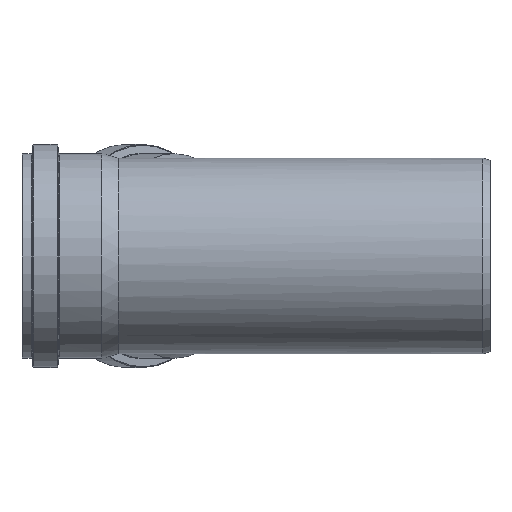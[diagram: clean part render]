
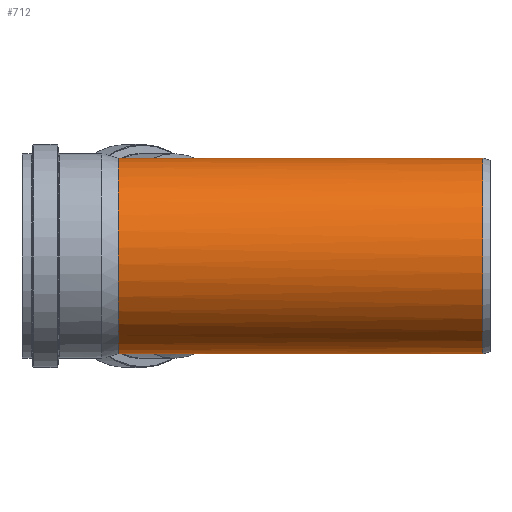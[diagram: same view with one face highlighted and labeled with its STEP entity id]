
A CAD part, left-side view. The second image highlights one B-rep face of the part: STEP entity #712.
In plain terms, the highlighted cylindrical face has radius 125.25 mm (diameter 250.5 mm), a full revolution.
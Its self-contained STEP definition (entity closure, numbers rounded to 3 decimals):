
#54=FACE_BOUND('',#262,.T.);
#109=CIRCLE('',#780,125.25);
#111=CIRCLE('',#783,125.25);
#163=CYLINDRICAL_SURFACE('',#782,125.25);
#181=ELLIPSE('',#769,135.889,125.25);
#183=ELLIPSE('',#771,331.76,125.25);
#184=ELLIPSE('',#772,331.76,125.25);
#198=FACE_OUTER_BOUND('',#261,.T.);
#261=EDGE_LOOP('',(#573));
#262=EDGE_LOOP('',(#574,#575,#576,#577,#578,#579));
#371=B_SPLINE_CURVE_WITH_KNOTS('',3,(#1215,#1216,#1217,#1218,#1219,#1220),
 .UNSPECIFIED.,.F.,.F.,(4,2,4),(0.,0.021,0.036),
 .UNSPECIFIED.);
#378=B_SPLINE_CURVE_WITH_KNOTS('',3,(#1518,#1519,#1520,#1521,#1522,#1523,
#1524,#1525),.UNSPECIFIED.,.F.,.F.,(4,2,2,4),(1.294,1.304,
1.321,1.34),.UNSPECIFIED.);
#387=VERTEX_POINT('',#1185);
#388=VERTEX_POINT('',#1214);
#392=VERTEX_POINT('',#1345);
#393=VERTEX_POINT('',#1346);
#394=VERTEX_POINT('',#1447);
#397=VERTEX_POINT('',#1512);
#403=VERTEX_POINT('',#1634);
#458=EDGE_CURVE('',#388,#387,#371,.T.);
#464=EDGE_CURVE('',#393,#392,#181,.T.);
#466=EDGE_CURVE('',#392,#387,#183,.T.);
#467=EDGE_CURVE('',#394,#393,#184,.T.);
#471=EDGE_CURVE('',#394,#397,#378,.T.);
#481=EDGE_CURVE('',#397,#388,#109,.T.);
#483=EDGE_CURVE('',#403,#403,#111,.T.);
#573=ORIENTED_EDGE('',*,*,#483,.F.);
#574=ORIENTED_EDGE('',*,*,#458,.T.);
#575=ORIENTED_EDGE('',*,*,#466,.F.);
#576=ORIENTED_EDGE('',*,*,#464,.F.);
#577=ORIENTED_EDGE('',*,*,#467,.F.);
#578=ORIENTED_EDGE('',*,*,#471,.T.);
#579=ORIENTED_EDGE('',*,*,#481,.T.);
#712=ADVANCED_FACE('',(#198,#54),#163,.T.);
#769=AXIS2_PLACEMENT_3D('',#1348,#893,#894);
#771=AXIS2_PLACEMENT_3D('',#1398,#897,#898);
#772=AXIS2_PLACEMENT_3D('',#1448,#899,#900);
#780=AXIS2_PLACEMENT_3D('',#1631,#915,#916);
#782=AXIS2_PLACEMENT_3D('',#1633,#919,#920);
#783=AXIS2_PLACEMENT_3D('',#1635,#921,#922);
#893=DIRECTION('center_axis',(0.388,0.922,0.));
#894=DIRECTION('ref_axis',(0.922,-0.388,0.));
#897=DIRECTION('center_axis',(0.926,-0.378,0.));
#898=DIRECTION('ref_axis',(0.378,0.926,0.));
#899=DIRECTION('center_axis',(0.926,-0.378,0.));
#900=DIRECTION('ref_axis',(0.378,0.926,0.));
#915=DIRECTION('center_axis',(0.,-1.,0.));
#916=DIRECTION('ref_axis',(1.,0.,0.));
#919=DIRECTION('center_axis',(0.,-1.,0.));
#920=DIRECTION('ref_axis',(1.,0.,0.));
#921=DIRECTION('center_axis',(0.,-1.,0.));
#922=DIRECTION('ref_axis',(1.,0.,0.));
#1185=CARTESIAN_POINT('',(119.629,-0.119,-37.102));
#1214=CARTESIAN_POINT('',(119.53,0.,-37.418));
#1215=CARTESIAN_POINT('Ctrl Pts',(119.53,0.,
-37.418));
#1216=CARTESIAN_POINT('Ctrl Pts',(119.551,0.,
-37.352));
#1217=CARTESIAN_POINT('Ctrl Pts',(119.571,-0.011,
-37.287));
#1218=CARTESIAN_POINT('Ctrl Pts',(119.604,-0.057,
-37.18));
#1219=CARTESIAN_POINT('Ctrl Pts',(119.617,-0.085,
-37.139));
#1220=CARTESIAN_POINT('Ctrl Pts',(119.629,-0.119,-37.102));
#1345=CARTESIAN_POINT('',(0.,-293.54,-125.25));
#1346=CARTESIAN_POINT('',(0.,-293.54,125.25));
#1348=CARTESIAN_POINT('Origin',(0.,-293.54,0.));
#1398=CARTESIAN_POINT('Origin',(0.,-293.54,0.));
#1447=CARTESIAN_POINT('',(119.629,-0.119,37.102));
#1448=CARTESIAN_POINT('Origin',(0.,-293.54,0.));
#1512=CARTESIAN_POINT('',(119.53,0.,37.418));
#1518=CARTESIAN_POINT('Ctrl Pts',(119.629,-0.119,37.102));
#1519=CARTESIAN_POINT('Ctrl Pts',(119.623,-0.102,37.12));
#1520=CARTESIAN_POINT('Ctrl Pts',(119.617,-0.087,
37.14));
#1521=CARTESIAN_POINT('Ctrl Pts',(119.599,-0.048,
37.198));
#1522=CARTESIAN_POINT('Ctrl Pts',(119.586,-0.03,37.238));
#1523=CARTESIAN_POINT('Ctrl Pts',(119.559,-0.006,
37.326));
#1524=CARTESIAN_POINT('Ctrl Pts',(119.545,0.,
37.372));
#1525=CARTESIAN_POINT('Ctrl Pts',(119.53,0.,
37.418));
#1631=CARTESIAN_POINT('Origin',(0.,0.,0.));
#1633=CARTESIAN_POINT('Origin',(0.,-233.321,0.));
#1634=CARTESIAN_POINT('',(125.25,-466.643,0.));
#1635=CARTESIAN_POINT('Origin',(0.,-466.643,0.));
